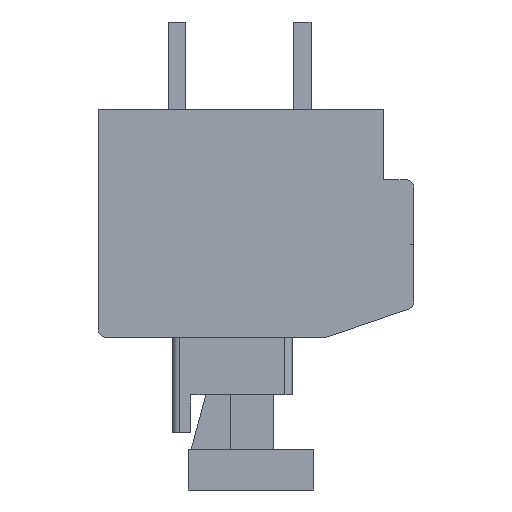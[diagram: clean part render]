
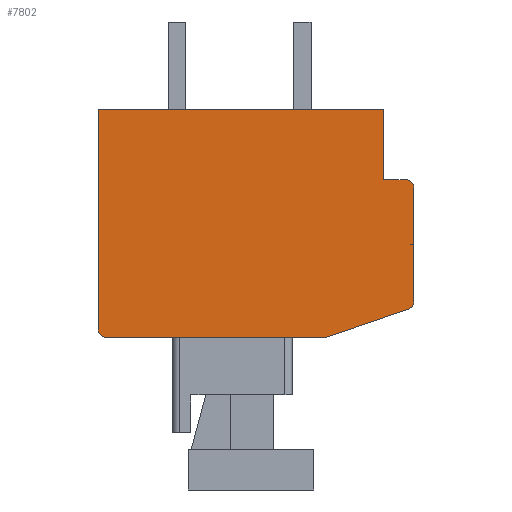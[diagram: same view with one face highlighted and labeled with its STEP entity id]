
A CAD part, front view. The second image highlights one B-rep face of the part: STEP entity #7802.
In plain terms, the highlighted planar face has unit normal (0, -1, 0).
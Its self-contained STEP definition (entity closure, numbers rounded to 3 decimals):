
#1=CARTESIAN_POINT('',(6.,-52.8,-3.136));
#2=DIRECTION('',(0.,-1.,0.));
#3=DIRECTION('',(0.324,0.,-0.946));
#4=AXIS2_PLACEMENT_3D('',#1,#2,#3);
#6=DIRECTION('',(-0.946,0.,-0.324));
#7=VECTOR('',#6,3.486);
#8=CARTESIAN_POINT('',(6.097,-52.8,-3.419));
#9=LINE('',#8,#7);
#10=DIRECTION('',(-1.,0.,0.));
#11=VECTOR('',#10,8.8);
#12=CARTESIAN_POINT('',(2.8,-52.8,-4.55));
#13=LINE('',#12,#11);
#14=CARTESIAN_POINT('',(-6.,-52.8,-4.25));
#15=DIRECTION('',(0.,-1.,0.));
#16=DIRECTION('',(-1.,0.,0.));
#17=AXIS2_PLACEMENT_3D('',#14,#15,#16);
#19=DIRECTION('',(0.,0.,1.));
#20=VECTOR('',#19,8.8);
#21=CARTESIAN_POINT('',(-6.3,-52.8,-4.25));
#22=LINE('',#21,#20);
#23=DIRECTION('',(1.,0.,0.));
#24=VECTOR('',#23,11.4);
#25=CARTESIAN_POINT('',(-6.3,-52.8,4.55));
#26=LINE('',#25,#24);
#27=DIRECTION('',(0.,0.,-1.));
#28=VECTOR('',#27,2.8);
#29=CARTESIAN_POINT('',(5.1,-52.8,4.55));
#30=LINE('',#29,#28);
#31=DIRECTION('',(1.,0.,0.));
#32=VECTOR('',#31,0.9);
#33=CARTESIAN_POINT('',(5.1,-52.8,1.75));
#34=LINE('',#33,#32);
#35=CARTESIAN_POINT('',(6.,-52.8,1.45));
#36=DIRECTION('',(0.,-1.,0.));
#37=DIRECTION('',(1.,0.,0.));
#38=AXIS2_PLACEMENT_3D('',#35,#36,#37);
#40=DIRECTION('',(0.,0.,-1.));
#41=VECTOR('',#40,4.586);
#42=CARTESIAN_POINT('',(6.3,-52.8,1.45));
#43=LINE('',#42,#41);
#5943=CARTESIAN_POINT('',(-6.3,-52.8,4.55));
#5944=CARTESIAN_POINT('',(5.1,-52.8,4.55));
#5945=VERTEX_POINT('',#5943);
#5946=VERTEX_POINT('',#5944);
#5947=CARTESIAN_POINT('',(5.1,-52.8,1.75));
#5948=VERTEX_POINT('',#5947);
#5949=CARTESIAN_POINT('',(6.097,-52.8,-3.419));
#5950=CARTESIAN_POINT('',(6.3,-52.8,-3.136));
#5951=VERTEX_POINT('',#5949);
#5952=VERTEX_POINT('',#5950);
#5953=CARTESIAN_POINT('',(6.3,-52.8,1.45));
#5954=CARTESIAN_POINT('',(6.,-52.8,1.75));
#5955=VERTEX_POINT('',#5953);
#5956=VERTEX_POINT('',#5954);
#5957=CARTESIAN_POINT('',(-6.3,-52.8,-4.25));
#5958=CARTESIAN_POINT('',(-6.,-52.8,-4.55));
#5959=VERTEX_POINT('',#5957);
#5960=VERTEX_POINT('',#5958);
#5961=CARTESIAN_POINT('',(2.8,-52.8,-4.55));
#5962=VERTEX_POINT('',#5961);
#7775=CARTESIAN_POINT('',(0.,-52.8,0.));
#7776=DIRECTION('',(0.,1.,0.));
#7777=DIRECTION('',(1.,0.,0.));
#7778=AXIS2_PLACEMENT_3D('',#7775,#7776,#7777);
#7779=PLANE('',#7778);
#7781=ORIENTED_EDGE('',*,*,#7780,.F.);
#7783=ORIENTED_EDGE('',*,*,#7782,.T.);
#7785=ORIENTED_EDGE('',*,*,#7784,.T.);
#7787=ORIENTED_EDGE('',*,*,#7786,.F.);
#7789=ORIENTED_EDGE('',*,*,#7788,.T.);
#7791=ORIENTED_EDGE('',*,*,#7790,.T.);
#7793=ORIENTED_EDGE('',*,*,#7792,.T.);
#7795=ORIENTED_EDGE('',*,*,#7794,.T.);
#7797=ORIENTED_EDGE('',*,*,#7796,.F.);
#7799=ORIENTED_EDGE('',*,*,#7798,.T.);
#7800=EDGE_LOOP('',(#7781,#7783,#7785,#7787,#7789,#7791,#7793,#7795,#7797,
#7799));
#7801=FACE_OUTER_BOUND('',#7800,.F.);
#7802=ADVANCED_FACE('',(#7801),#7779,.F.);
#5=CIRCLE('',#4,0.3);
#18=CIRCLE('',#17,0.3);
#39=CIRCLE('',#38,0.3);
#7780=EDGE_CURVE('',#5951,#5952,#5,.T.);
#7782=EDGE_CURVE('',#5951,#5962,#9,.T.);
#7784=EDGE_CURVE('',#5962,#5960,#13,.T.);
#7786=EDGE_CURVE('',#5959,#5960,#18,.T.);
#7788=EDGE_CURVE('',#5959,#5945,#22,.T.);
#7790=EDGE_CURVE('',#5945,#5946,#26,.T.);
#7792=EDGE_CURVE('',#5946,#5948,#30,.T.);
#7794=EDGE_CURVE('',#5948,#5956,#34,.T.);
#7796=EDGE_CURVE('',#5955,#5956,#39,.T.);
#7798=EDGE_CURVE('',#5955,#5952,#43,.T.);
